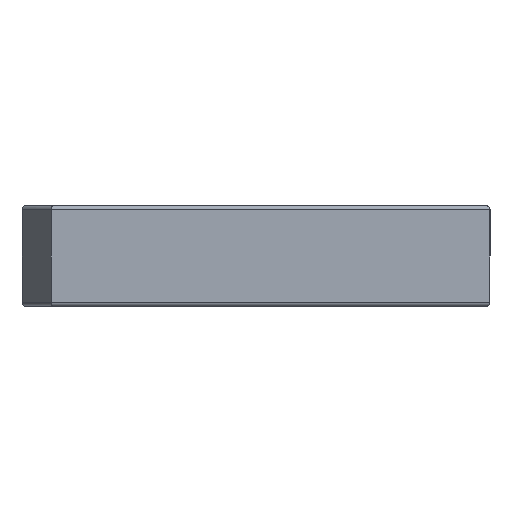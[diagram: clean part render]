
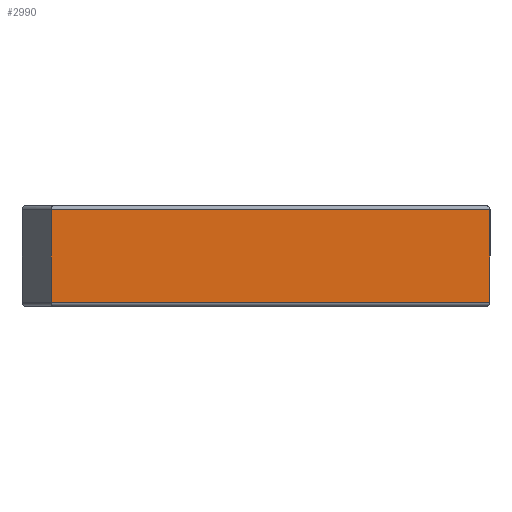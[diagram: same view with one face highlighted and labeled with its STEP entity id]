
A CAD part, left-side view. The second image highlights one B-rep face of the part: STEP entity #2990.
In plain terms, the highlighted planar face has unit normal (-1, 0, 0).
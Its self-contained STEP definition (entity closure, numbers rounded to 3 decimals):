
#21 = CARTESIAN_POINT ( 'NONE',  ( -25.925, 87., 19.2 ) ) ;
#45 = VERTEX_POINT ( 'NONE', #8171 ) ;
#185 = FACE_OUTER_BOUND ( 'NONE', #6129, .T. ) ;
#491 = EDGE_CURVE ( 'NONE', #1044, #45, #5181, .T. ) ;
#524 = VECTOR ( 'NONE', #7426, 1000. ) ;
#579 = ORIENTED_EDGE ( 'NONE', *, *, #4596, .T. ) ;
#1044 = VERTEX_POINT ( 'NONE', #6664 ) ;
#1184 = LINE ( 'NONE', #1733, #4482 ) ;
#1733 = CARTESIAN_POINT ( 'NONE',  ( -25.925, 0., 0.8 ) ) ;
#1841 = CARTESIAN_POINT ( 'NONE',  ( -25.925, 87., 20. ) ) ;
#2345 = DIRECTION ( 'NONE',  ( 0., -1., 0. ) ) ;
#2788 = DIRECTION ( 'NONE',  ( 1., 0., 0. ) ) ;
#2833 = PLANE ( 'NONE',  #5149 ) ;
#2990 = ADVANCED_FACE ( 'NONE', ( #185 ), #2833, .F. ) ;
#3813 = CARTESIAN_POINT ( 'NONE',  ( -25.925, 0., 20. ) ) ;
#4125 = DIRECTION ( 'NONE',  ( 0., 0., -1. ) ) ;
#4241 = VERTEX_POINT ( 'NONE', #5037 ) ;
#4255 = DIRECTION ( 'NONE',  ( 0., 0., -1. ) ) ;
#4482 = VECTOR ( 'NONE', #2345, 1000. ) ;
#4596 = EDGE_CURVE ( 'NONE', #8025, #4241, #6326, .T. ) ;
#4682 = ORIENTED_EDGE ( 'NONE', *, *, #7208, .T. ) ;
#4755 = LINE ( 'NONE', #7344, #524 ) ;
#4764 = CARTESIAN_POINT ( 'NONE',  ( -25.925, 0., 20. ) ) ;
#4884 = VECTOR ( 'NONE', #4255, 1000. ) ;
#5037 = CARTESIAN_POINT ( 'NONE',  ( -25.925, 87., 0.8 ) ) ;
#5149 = AXIS2_PLACEMENT_3D ( 'NONE', #4764, #2788, #4125 ) ;
#5181 = LINE ( 'NONE', #3813, #4884 ) ;
#5634 = ORIENTED_EDGE ( 'NONE', *, *, #491, .F. ) ;
#6129 = EDGE_LOOP ( 'NONE', ( #579, #6502, #5634, #4682 ) ) ;
#6326 = LINE ( 'NONE', #1841, #7902 ) ;
#6502 = ORIENTED_EDGE ( 'NONE', *, *, #6728, .T. ) ;
#6664 = CARTESIAN_POINT ( 'NONE',  ( -25.925, 0., 19.2 ) ) ;
#6728 = EDGE_CURVE ( 'NONE', #4241, #45, #1184, .T. ) ;
#7046 = DIRECTION ( 'NONE',  ( 0., 0., -1. ) ) ;
#7208 = EDGE_CURVE ( 'NONE', #1044, #8025, #4755, .T. ) ;
#7344 = CARTESIAN_POINT ( 'NONE',  ( -25.925, 0., 19.2 ) ) ;
#7426 = DIRECTION ( 'NONE',  ( 0., 1., 0. ) ) ;
#7902 = VECTOR ( 'NONE', #7046, 1000. ) ;
#8025 = VERTEX_POINT ( 'NONE', #21 ) ;
#8171 = CARTESIAN_POINT ( 'NONE',  ( -25.925, 0., 0.8 ) ) ;
